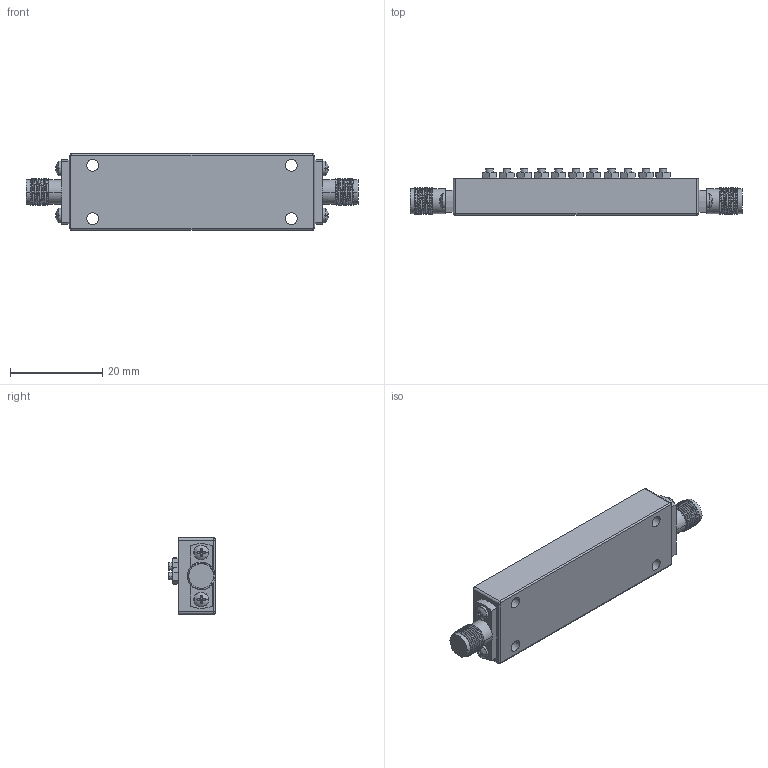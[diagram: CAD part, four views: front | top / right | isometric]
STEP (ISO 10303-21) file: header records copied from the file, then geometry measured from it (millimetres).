
FILE_DESCRIPTION (( 'STEP AP214' ), '1' );
FILE_NAME ('CF-B5-X2.STEP', '2025-10-07T22:46:20', ( '' ), ( '' ), 'SwSTEP 2.0', 'SolidWorks 2021', '' );
FILE_SCHEMA (( 'AUTOMOTIVE_DESIGN' ));
Length unit declared in the file: inch
Products named in the file (1): CF-B5-X2
Bounding box: 71.8 x 10 x 16.5 mm (x, y, z)
Volume: 7560.7 mm3; surface area: 4131.7 mm2
Topology: 3 solids, 14 shells, 449 faces, 1120 edges, 726 vertices
Faces by surface type: plane 193, cylinder 148, cone 52, bspline 32, torus 16, sphere 8
Entity records: 23559 total; most frequent: CARTESIAN_POINT 7002, ORIENTED_EDGE 2240, DIRECTION 2170, EDGE_CURVE 1120, AXIS2_PLACEMENT_3D 844, VERTEX_POINT 726, EDGE_LOOP 514, VECTOR 482
